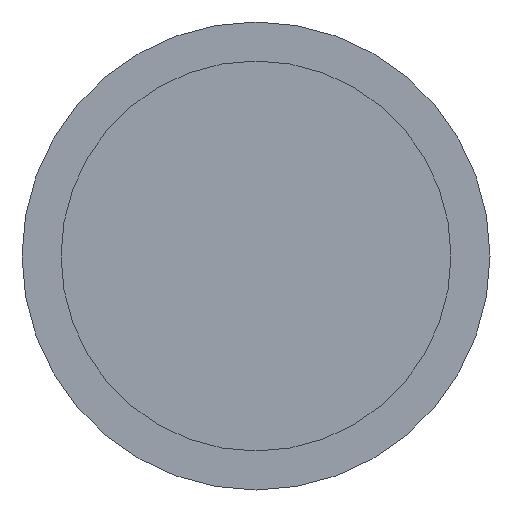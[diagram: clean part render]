
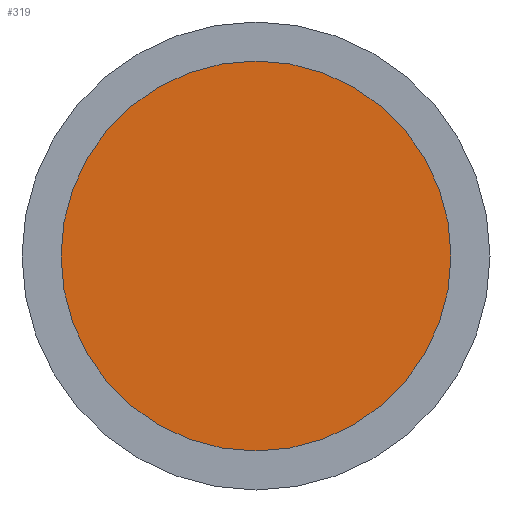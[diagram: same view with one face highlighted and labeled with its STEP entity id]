
A CAD part, front view. The second image highlights one B-rep face of the part: STEP entity #319.
In plain terms, the highlighted planar face has unit normal (0, -1, 0).
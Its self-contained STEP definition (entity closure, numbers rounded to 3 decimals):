
#13 = DIRECTION ( 'NONE',  ( 0., -1., 0. ) ) ;
#18 = AXIS2_PLACEMENT_3D ( 'NONE', #399, #13, #129 ) ;
#20 = VERTEX_POINT ( 'NONE', #192 ) ;
#23 = ORIENTED_EDGE ( 'NONE', *, *, #109, .T. ) ;
#34 = ORIENTED_EDGE ( 'NONE', *, *, #497, .T. ) ;
#80 = AXIS2_PLACEMENT_3D ( 'NONE', #135, #182, #409 ) ;
#109 = EDGE_CURVE ( 'NONE', #221, #20, #269, .T. ) ;
#129 = DIRECTION ( 'NONE',  ( 0., 0., -1. ) ) ;
#135 = CARTESIAN_POINT ( 'NONE',  ( 0., 0., 0. ) ) ;
#182 = DIRECTION ( 'NONE',  ( 0., -1., 0. ) ) ;
#185 = PLANE ( 'NONE',  #80 ) ;
#192 = CARTESIAN_POINT ( 'NONE',  ( 0., 0., 5. ) ) ;
#221 = VERTEX_POINT ( 'NONE', #370 ) ;
#269 = CIRCLE ( 'NONE', #18, 5. ) ;
#316 = DIRECTION ( 'NONE',  ( 0., 0., -1. ) ) ;
#319 = ADVANCED_FACE ( 'NONE', ( #450 ), #185, .T. ) ;
#353 = CARTESIAN_POINT ( 'NONE',  ( 0., 0., 0. ) ) ;
#370 = CARTESIAN_POINT ( 'NONE',  ( 0., 0., -5. ) ) ;
#399 = CARTESIAN_POINT ( 'NONE',  ( 0., 0., 0. ) ) ;
#404 = EDGE_LOOP ( 'NONE', ( #23, #34 ) ) ;
#409 = DIRECTION ( 'NONE',  ( 0., 0., -1. ) ) ;
#436 = CIRCLE ( 'NONE', #476, 5. ) ;
#450 = FACE_OUTER_BOUND ( 'NONE', #404, .T. ) ;
#476 = AXIS2_PLACEMENT_3D ( 'NONE', #353, #504, #316 ) ;
#497 = EDGE_CURVE ( 'NONE', #20, #221, #436, .T. ) ;
#504 = DIRECTION ( 'NONE',  ( 0., -1., 0. ) ) ;
